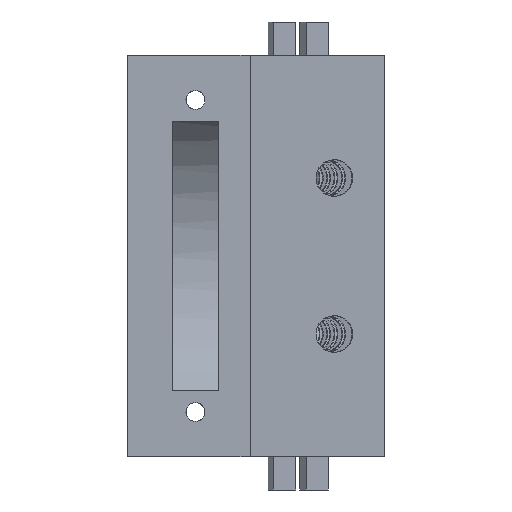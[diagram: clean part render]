
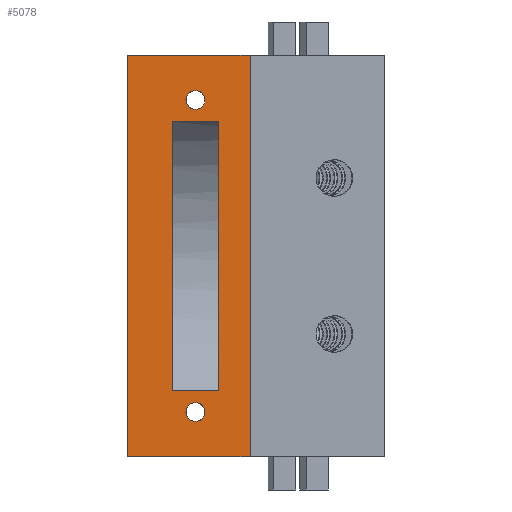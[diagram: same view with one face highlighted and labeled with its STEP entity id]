
A CAD part, left-side view. The second image highlights one B-rep face of the part: STEP entity #5078.
In plain terms, the highlighted planar face has unit normal (-1, 0, 0).
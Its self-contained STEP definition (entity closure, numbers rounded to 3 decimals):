
#87 = CARTESIAN_POINT ( 'NONE',  ( -128., 0., 0. ) ) ;
#152 = CARTESIAN_POINT ( 'NONE',  ( -128., -6., -18. ) ) ;
#159 = EDGE_CURVE ( 'NONE', #3992, #2681, #1869, .T. ) ;
#194 = CARTESIAN_POINT ( 'NONE',  ( -128., -3.2, -12.1 ) ) ;
#202 = EDGE_CURVE ( 'NONE', #2681, #1495, #1195, .T. ) ;
#213 = CARTESIAN_POINT ( 'NONE',  ( -128., -1.1, 14. ) ) ;
#324 = CARTESIAN_POINT ( 'NONE',  ( -128., 5., -18. ) ) ;
#352 = EDGE_CURVE ( 'NONE', #5377, #5375, #2467, .T. ) ;
#424 = LINE ( 'NONE', #3618, #5605 ) ;
#525 = FACE_BOUND ( 'NONE', #5592, .T. ) ;
#532 = VERTEX_POINT ( 'NONE', #1575 ) ;
#662 = CARTESIAN_POINT ( 'NONE',  ( -128., -6., -18. ) ) ;
#685 = ORIENTED_EDGE ( 'NONE', *, *, #3982, .F. ) ;
#741 = ORIENTED_EDGE ( 'NONE', *, *, #4138, .F. ) ;
#792 = VECTOR ( 'NONE', #3907, 1000. ) ;
#893 = CARTESIAN_POINT ( 'NONE',  ( -128., -1.1, -14. ) ) ;
#977 = CIRCLE ( 'NONE', #5058, 0.85 ) ;
#1074 = DIRECTION ( 'NONE',  ( 0., -1., 0. ) ) ;
#1086 = DIRECTION ( 'NONE',  ( -1., 0., 0. ) ) ;
#1106 = DIRECTION ( 'NONE',  ( 0., 0., 1. ) ) ;
#1182 = VECTOR ( 'NONE', #5227, 1000. ) ;
#1195 = LINE ( 'NONE', #662, #4941 ) ;
#1271 = ORIENTED_EDGE ( 'NONE', *, *, #4060, .F. ) ;
#1302 = LINE ( 'NONE', #1675, #3481 ) ;
#1327 = DIRECTION ( 'NONE',  ( 0., 0., 1. ) ) ;
#1337 = CARTESIAN_POINT ( 'NONE',  ( -128., 5., -18. ) ) ;
#1372 = DIRECTION ( 'NONE',  ( -1., 0., 0. ) ) ;
#1416 = VERTEX_POINT ( 'NONE', #2769 ) ;
#1425 = DIRECTION ( 'NONE',  ( 0., -1., 0. ) ) ;
#1487 = ORIENTED_EDGE ( 'NONE', *, *, #2601, .F. ) ;
#1495 = VERTEX_POINT ( 'NONE', #4582 ) ;
#1524 = ORIENTED_EDGE ( 'NONE', *, *, #159, .T. ) ;
#1575 = CARTESIAN_POINT ( 'NONE',  ( -128., 1., -12.1 ) ) ;
#1640 = VECTOR ( 'NONE', #1425, 1000. ) ;
#1675 = CARTESIAN_POINT ( 'NONE',  ( -128., -3.2, 12.1 ) ) ;
#1768 = DIRECTION ( 'NONE',  ( 0., 0., 1. ) ) ;
#1856 = CARTESIAN_POINT ( 'NONE',  ( -128., 3., 18. ) ) ;
#1869 = LINE ( 'NONE', #3615, #1640 ) ;
#1884 = DIRECTION ( 'NONE',  ( 0., 0., 1. ) ) ;
#1943 = LINE ( 'NONE', #1856, #4233 ) ;
#2010 = AXIS2_PLACEMENT_3D ( 'NONE', #893, #1372, #1106 ) ;
#2301 = DIRECTION ( 'NONE',  ( 0., 0., 1. ) ) ;
#2313 = FACE_OUTER_BOUND ( 'NONE', #2689, .T. ) ;
#2331 = CARTESIAN_POINT ( 'NONE',  ( -128., -1.1, 14.85 ) ) ;
#2467 = CIRCLE ( 'NONE', #5229, 0.85 ) ;
#2556 = CARTESIAN_POINT ( 'NONE',  ( -128., -1.1, 14. ) ) ;
#2601 = EDGE_CURVE ( 'NONE', #3992, #3228, #3946, .T. ) ;
#2603 = ORIENTED_EDGE ( 'NONE', *, *, #352, .F. ) ;
#2615 = CARTESIAN_POINT ( 'NONE',  ( -128., 1., 12.1 ) ) ;
#2681 = VERTEX_POINT ( 'NONE', #152 ) ;
#2687 = EDGE_CURVE ( 'NONE', #1495, #3228, #1943, .T. ) ;
#2689 = EDGE_LOOP ( 'NONE', ( #1524, #5296, #4441, #1487 ) ) ;
#2769 = CARTESIAN_POINT ( 'NONE',  ( -128., -1.1, -13.15 ) ) ;
#2792 = CARTESIAN_POINT ( 'NONE',  ( -128., -1.1, 13.15 ) ) ;
#2861 = CARTESIAN_POINT ( 'NONE',  ( -128., -3.2, 12.1 ) ) ;
#2876 = LINE ( 'NONE', #194, #4486 ) ;
#2893 = CARTESIAN_POINT ( 'NONE',  ( -128., -1.1, -14. ) ) ;
#2925 = VERTEX_POINT ( 'NONE', #2861 ) ;
#2933 = CIRCLE ( 'NONE', #5521, 0.85 ) ;
#3033 = EDGE_LOOP ( 'NONE', ( #2603, #4479 ) ) ;
#3108 = AXIS2_PLACEMENT_3D ( 'NONE', #87, #1086, #1884 ) ;
#3228 = VERTEX_POINT ( 'NONE', #3360 ) ;
#3229 = FACE_BOUND ( 'NONE', #3033, .T. ) ;
#3284 = PLANE ( 'NONE',  #3108 ) ;
#3360 = CARTESIAN_POINT ( 'NONE',  ( -128., 5., 18. ) ) ;
#3413 = ORIENTED_EDGE ( 'NONE', *, *, #4642, .F. ) ;
#3481 = VECTOR ( 'NONE', #5644, 1000. ) ;
#3571 = CARTESIAN_POINT ( 'NONE',  ( -128., 1., 12.1 ) ) ;
#3597 = CARTESIAN_POINT ( 'NONE',  ( -128., -3.2, -12.1 ) ) ;
#3615 = CARTESIAN_POINT ( 'NONE',  ( -128., 3., -18. ) ) ;
#3618 = CARTESIAN_POINT ( 'NONE',  ( -128., -3.2, 12.1 ) ) ;
#3717 = FACE_BOUND ( 'NONE', #4822, .T. ) ;
#3787 = CARTESIAN_POINT ( 'NONE',  ( -128., -1.1, -14.85 ) ) ;
#3814 = ORIENTED_EDGE ( 'NONE', *, *, #5579, .F. ) ;
#3907 = DIRECTION ( 'NONE',  ( 0., 0., -1. ) ) ;
#3946 = LINE ( 'NONE', #324, #1182 ) ;
#3947 = EDGE_CURVE ( 'NONE', #4781, #532, #5141, .T. ) ;
#3982 = EDGE_CURVE ( 'NONE', #4740, #2925, #424, .T. ) ;
#3992 = VERTEX_POINT ( 'NONE', #1337 ) ;
#4026 = CIRCLE ( 'NONE', #2010, 0.85 ) ;
#4060 = EDGE_CURVE ( 'NONE', #1416, #4558, #4026, .T. ) ;
#4073 = DIRECTION ( 'NONE',  ( 0., 0., 1. ) ) ;
#4138 = EDGE_CURVE ( 'NONE', #532, #4740, #2876, .T. ) ;
#4139 = DIRECTION ( 'NONE',  ( -1., 0., 0. ) ) ;
#4233 = VECTOR ( 'NONE', #4877, 1000. ) ;
#4310 = DIRECTION ( 'NONE',  ( -1., 0., 0. ) ) ;
#4441 = ORIENTED_EDGE ( 'NONE', *, *, #2687, .T. ) ;
#4443 = EDGE_CURVE ( 'NONE', #5375, #5377, #977, .T. ) ;
#4479 = ORIENTED_EDGE ( 'NONE', *, *, #4443, .F. ) ;
#4486 = VECTOR ( 'NONE', #1074, 1000. ) ;
#4558 = VERTEX_POINT ( 'NONE', #3787 ) ;
#4582 = CARTESIAN_POINT ( 'NONE',  ( -128., -6., 18. ) ) ;
#4642 = EDGE_CURVE ( 'NONE', #4558, #1416, #2933, .T. ) ;
#4740 = VERTEX_POINT ( 'NONE', #3597 ) ;
#4781 = VERTEX_POINT ( 'NONE', #3571 ) ;
#4822 = EDGE_LOOP ( 'NONE', ( #5047, #3814, #685, #741 ) ) ;
#4877 = DIRECTION ( 'NONE',  ( 0., 1., 0. ) ) ;
#4941 = VECTOR ( 'NONE', #5129, 1000. ) ;
#5047 = ORIENTED_EDGE ( 'NONE', *, *, #3947, .F. ) ;
#5058 = AXIS2_PLACEMENT_3D ( 'NONE', #213, #4139, #4073 ) ;
#5078 = ADVANCED_FACE ( 'NONE', ( #3229, #525, #2313, #3717 ), #3284, .T. ) ;
#5129 = DIRECTION ( 'NONE',  ( 0., 0., 1. ) ) ;
#5141 = LINE ( 'NONE', #2615, #792 ) ;
#5227 = DIRECTION ( 'NONE',  ( 0., 0., 1. ) ) ;
#5229 = AXIS2_PLACEMENT_3D ( 'NONE', #2556, #4310, #1327 ) ;
#5296 = ORIENTED_EDGE ( 'NONE', *, *, #202, .T. ) ;
#5375 = VERTEX_POINT ( 'NONE', #2792 ) ;
#5377 = VERTEX_POINT ( 'NONE', #2331 ) ;
#5521 = AXIS2_PLACEMENT_3D ( 'NONE', #2893, #5581, #1768 ) ;
#5579 = EDGE_CURVE ( 'NONE', #2925, #4781, #1302, .T. ) ;
#5581 = DIRECTION ( 'NONE',  ( -1., 0., 0. ) ) ;
#5592 = EDGE_LOOP ( 'NONE', ( #1271, #3413 ) ) ;
#5605 = VECTOR ( 'NONE', #2301, 1000. ) ;
#5644 = DIRECTION ( 'NONE',  ( 0., 1., 0. ) ) ;
